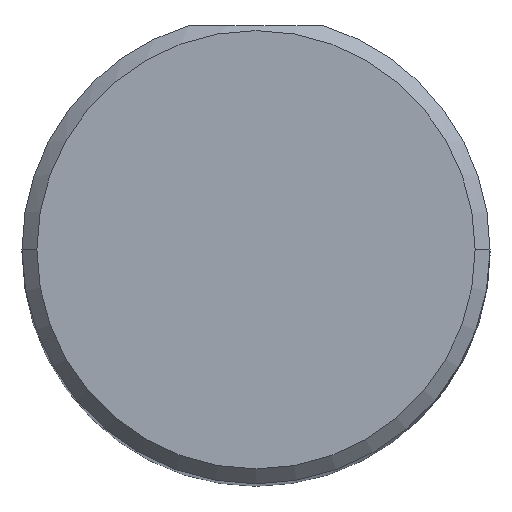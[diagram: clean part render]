
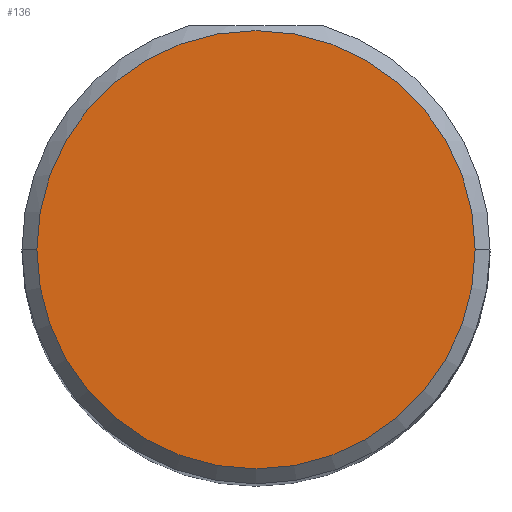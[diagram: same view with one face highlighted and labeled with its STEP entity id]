
A CAD part, top view. The second image highlights one B-rep face of the part: STEP entity #136.
In plain terms, the highlighted planar face has unit normal (0, 0, 1).
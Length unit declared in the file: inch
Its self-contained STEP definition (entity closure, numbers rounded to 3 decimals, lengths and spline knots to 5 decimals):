
#8 = CIRCLE ( 'NONE', #98, 0.22122 ) ;
#44 = CARTESIAN_POINT ( 'NONE',  ( 0.22122, 0., 3.26772 ) ) ;
#98 = AXIS2_PLACEMENT_3D ( 'NONE', #104, #150, #223 ) ;
#104 = CARTESIAN_POINT ( 'NONE',  ( 0., 0., 3.26772 ) ) ;
#116 = EDGE_CURVE ( 'NONE', #152, #177, #482, .T. ) ;
#118 = DIRECTION ( 'NONE',  ( 1., 0., 0. ) ) ;
#120 = CARTESIAN_POINT ( 'NONE',  ( 0., 0., 3.26772 ) ) ;
#124 = CARTESIAN_POINT ( 'NONE',  ( -0.22122, 0., 3.26772 ) ) ;
#127 = PLANE ( 'NONE',  #224 ) ;
#136 = ADVANCED_FACE ( 'NONE', ( #363 ), #127, .T. ) ;
#150 = DIRECTION ( 'NONE',  ( 0., 0., 1. ) ) ;
#152 = VERTEX_POINT ( 'NONE', #44 ) ;
#167 = DIRECTION ( 'NONE',  ( 0., 0., 1. ) ) ;
#177 = VERTEX_POINT ( 'NONE', #124 ) ;
#223 = DIRECTION ( 'NONE',  ( 1., 0., 0. ) ) ;
#224 = AXIS2_PLACEMENT_3D ( 'NONE', #492, #450, #118 ) ;
#274 = ORIENTED_EDGE ( 'NONE', *, *, #116, .T. ) ;
#332 = DIRECTION ( 'NONE',  ( 1., 0., 0. ) ) ;
#363 = FACE_OUTER_BOUND ( 'NONE', #510, .T. ) ;
#432 = EDGE_CURVE ( 'NONE', #177, #152, #8, .T. ) ;
#450 = DIRECTION ( 'NONE',  ( 0., 0., 1. ) ) ;
#462 = ORIENTED_EDGE ( 'NONE', *, *, #432, .T. ) ;
#482 = CIRCLE ( 'NONE', #507, 0.22122 ) ;
#492 = CARTESIAN_POINT ( 'NONE',  ( 0., 0., 3.26772 ) ) ;
#507 = AXIS2_PLACEMENT_3D ( 'NONE', #120, #167, #332 ) ;
#510 = EDGE_LOOP ( 'NONE', ( #462, #274 ) ) ;
